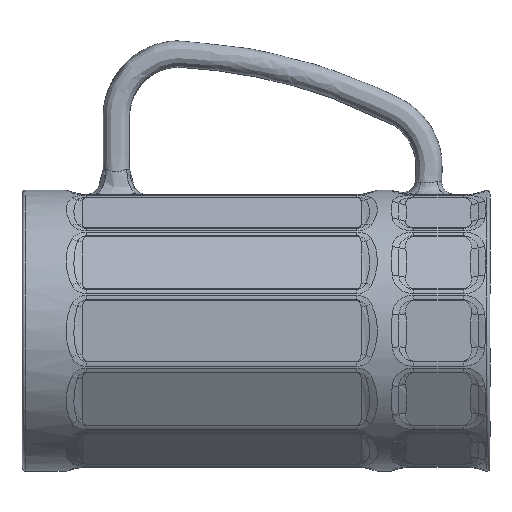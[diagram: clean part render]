
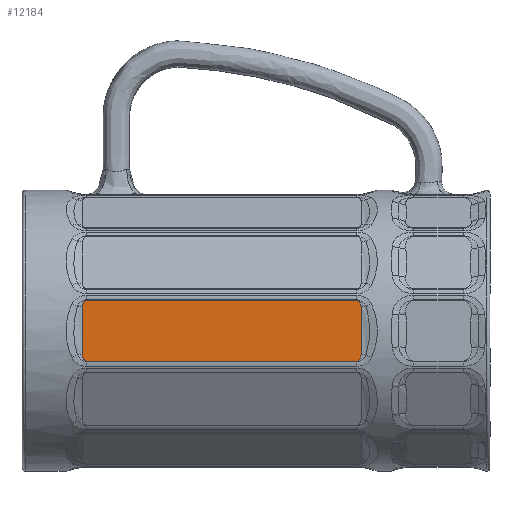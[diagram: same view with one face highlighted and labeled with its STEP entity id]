
A CAD part, left-side view. The second image highlights one B-rep face of the part: STEP entity #12184.
In plain terms, the highlighted free-form (B-spline) face has degree [1, 1] with [2, 2] control points.
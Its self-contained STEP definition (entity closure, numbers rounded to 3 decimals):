
#12184 = ADVANCED_FACE('',(#12185),#12311,.T.);
#12185 = FACE_BOUND('',#12186,.T.);
#12186 = EDGE_LOOP('',(#12187,#12196,#12215,#12234,#12251,#12258,#12277,
    #12296));
#12187 = ORIENTED_EDGE('',*,*,#12188,.T.);
#12188 = EDGE_CURVE('',#12189,#12191,#12193,.T.);
#12189 = VERTEX_POINT('',#12190);
#12190 = CARTESIAN_POINT('',(-46.577,-34.406,
    10.383));
#12191 = VERTEX_POINT('',#12192);
#12192 = CARTESIAN_POINT('',(-46.577,57.854,
    10.383));
#12193 = B_SPLINE_CURVE_WITH_KNOTS('',1,(#12194,#12195),.UNSPECIFIED.,
  .F.,.F.,(2,2),(-86.561,0.),.PIECEWISE_BEZIER_KNOTS.);
#12194 = CARTESIAN_POINT('',(-46.577,-34.406,
    10.383));
#12195 = CARTESIAN_POINT('',(-46.577,57.854,
    10.383));
#12196 = ORIENTED_EDGE('',*,*,#12197,.T.);
#12197 = EDGE_CURVE('',#12191,#12198,#12200,.T.);
#12198 = VERTEX_POINT('',#12199);
#12199 = CARTESIAN_POINT('',(-46.577,59.319,
    8.218));
#12200 = B_SPLINE_CURVE_WITH_KNOTS('',3,(#12201,#12202,#12203,#12204,
    #12205,#12206,#12207,#12208,#12209,#12210,#12211,#12212,#12213,
    #12214),.UNSPECIFIED.,.F.,.F.,(4,2,2,2,2,2,4),(0.,0.
    ,0.001,0.001,0.001,
    0.002,0.003),.UNSPECIFIED.);
#12201 = CARTESIAN_POINT('',(-46.577,57.854,
    10.383));
#12202 = CARTESIAN_POINT('',(-46.577,57.974,
    10.383));
#12203 = CARTESIAN_POINT('',(-46.577,58.093,
    10.357));
#12204 = CARTESIAN_POINT('',(-46.577,58.314,
    10.265));
#12205 = CARTESIAN_POINT('',(-46.577,58.416,
    10.201));
#12206 = CARTESIAN_POINT('',(-46.577,58.6,
    10.051));
#12207 = CARTESIAN_POINT('',(-46.577,58.684,
    9.964));
#12208 = CARTESIAN_POINT('',(-46.577,58.834,
    9.78));
#12209 = CARTESIAN_POINT('',(-46.577,58.9,
    9.682));
#12210 = CARTESIAN_POINT('',(-46.577,59.077,
    9.374));
#12211 = CARTESIAN_POINT('',(-46.577,59.165,
    9.151));
#12212 = CARTESIAN_POINT('',(-46.577,59.284,
    8.695));
#12213 = CARTESIAN_POINT('',(-46.577,59.316,
    8.457));
#12214 = CARTESIAN_POINT('',(-46.577,59.319,
    8.218));
#12215 = ORIENTED_EDGE('',*,*,#12216,.T.);
#12216 = EDGE_CURVE('',#12198,#12217,#12219,.T.);
#12217 = VERTEX_POINT('',#12218);
#12218 = CARTESIAN_POINT('',(-46.577,59.319,
    -8.218));
#12219 = B_SPLINE_CURVE_WITH_KNOTS('',3,(#12220,#12221,#12222,#12223,
    #12224,#12225,#12226,#12227,#12228,#12229,#12230,#12231,#12232,
    #12233),.UNSPECIFIED.,.F.,.F.,(4,2,2,2,2,2,4),(0.,0.002
    ,0.004,0.008,0.012,
    0.014,0.015),.UNSPECIFIED.);
#12220 = CARTESIAN_POINT('',(-46.577,59.319,
    8.218));
#12221 = CARTESIAN_POINT('',(-46.577,59.327,
    7.532));
#12222 = CARTESIAN_POINT('',(-46.577,59.361,
    6.848));
#12223 = CARTESIAN_POINT('',(-46.577,59.435,
    5.478));
#12224 = CARTESIAN_POINT('',(-46.577,59.477,
    4.793));
#12225 = CARTESIAN_POINT('',(-46.577,59.585,
    2.738));
#12226 = CARTESIAN_POINT('',(-46.577,59.632,
    1.369));
#12227 = CARTESIAN_POINT('',(-46.577,59.632,
    -1.371));
#12228 = CARTESIAN_POINT('',(-46.577,59.584,
    -2.74));
#12229 = CARTESIAN_POINT('',(-46.577,59.477,
    -4.794));
#12230 = CARTESIAN_POINT('',(-46.577,59.435,
    -5.479));
#12231 = CARTESIAN_POINT('',(-46.577,59.361,
    -6.848));
#12232 = CARTESIAN_POINT('',(-46.577,59.327,
    -7.533));
#12233 = CARTESIAN_POINT('',(-46.577,59.319,
    -8.218));
#12234 = ORIENTED_EDGE('',*,*,#12235,.T.);
#12235 = EDGE_CURVE('',#12217,#12236,#12238,.T.);
#12236 = VERTEX_POINT('',#12237);
#12237 = CARTESIAN_POINT('',(-46.577,57.854,
    -10.383));
#12238 = B_SPLINE_CURVE_WITH_KNOTS('',3,(#12239,#12240,#12241,#12242,
    #12243,#12244,#12245,#12246,#12247,#12248,#12249,#12250),
  .UNSPECIFIED.,.F.,.F.,(4,2,2,2,2,4),(0.,0.001,
    0.001,0.002,0.002,
    0.003),.UNSPECIFIED.);
#12239 = CARTESIAN_POINT('',(-46.577,59.319,
    -8.218));
#12240 = CARTESIAN_POINT('',(-46.577,59.316,
    -8.457));
#12241 = CARTESIAN_POINT('',(-46.577,59.284,
    -8.694));
#12242 = CARTESIAN_POINT('',(-46.577,59.164,
    -9.154));
#12243 = CARTESIAN_POINT('',(-46.577,59.078,
    -9.373));
#12244 = CARTESIAN_POINT('',(-46.577,58.842,
    -9.784));
#12245 = CARTESIAN_POINT('',(-46.577,58.693,
    -9.976));
#12246 = CARTESIAN_POINT('',(-46.577,58.414,
    -10.202));
#12247 = CARTESIAN_POINT('',(-46.577,58.313,
    -10.266));
#12248 = CARTESIAN_POINT('',(-46.577,58.09,
    -10.357));
#12249 = CARTESIAN_POINT('',(-46.577,57.975,
    -10.383));
#12250 = CARTESIAN_POINT('',(-46.577,57.854,
    -10.383));
#12251 = ORIENTED_EDGE('',*,*,#12252,.T.);
#12252 = EDGE_CURVE('',#12236,#12253,#12255,.T.);
#12253 = VERTEX_POINT('',#12254);
#12254 = CARTESIAN_POINT('',(-46.577,-34.406,
    -10.383));
#12255 = B_SPLINE_CURVE_WITH_KNOTS('',1,(#12256,#12257),.UNSPECIFIED.,
  .F.,.F.,(2,2),(-86.561,-0.),.PIECEWISE_BEZIER_KNOTS.);
#12256 = CARTESIAN_POINT('',(-46.577,57.854,
    -10.383));
#12257 = CARTESIAN_POINT('',(-46.577,-34.406,
    -10.383));
#12258 = ORIENTED_EDGE('',*,*,#12259,.T.);
#12259 = EDGE_CURVE('',#12253,#12260,#12262,.T.);
#12260 = VERTEX_POINT('',#12261);
#12261 = CARTESIAN_POINT('',(-46.577,-35.871,
    -8.218));
#12262 = B_SPLINE_CURVE_WITH_KNOTS('',3,(#12263,#12264,#12265,#12266,
    #12267,#12268,#12269,#12270,#12271,#12272,#12273,#12274,#12275,
    #12276),.UNSPECIFIED.,.F.,.F.,(4,2,2,2,2,2,4),(0.,0.
    ,0.001,0.001,0.001,
    0.002,0.003),.UNSPECIFIED.);
#12263 = CARTESIAN_POINT('',(-46.577,-34.406,
    -10.383));
#12264 = CARTESIAN_POINT('',(-46.577,-34.526,
    -10.383));
#12265 = CARTESIAN_POINT('',(-46.577,-34.645,
    -10.357));
#12266 = CARTESIAN_POINT('',(-46.577,-34.866,
    -10.265));
#12267 = CARTESIAN_POINT('',(-46.577,-34.968,
    -10.201));
#12268 = CARTESIAN_POINT('',(-46.577,-35.152,
    -10.051));
#12269 = CARTESIAN_POINT('',(-46.577,-35.236,
    -9.964));
#12270 = CARTESIAN_POINT('',(-46.577,-35.386,
    -9.78));
#12271 = CARTESIAN_POINT('',(-46.577,-35.452,
    -9.682));
#12272 = CARTESIAN_POINT('',(-46.577,-35.629,
    -9.374));
#12273 = CARTESIAN_POINT('',(-46.577,-35.717,
    -9.151));
#12274 = CARTESIAN_POINT('',(-46.577,-35.836,
    -8.695));
#12275 = CARTESIAN_POINT('',(-46.577,-35.868,
    -8.457));
#12276 = CARTESIAN_POINT('',(-46.577,-35.871,
    -8.218));
#12277 = ORIENTED_EDGE('',*,*,#12278,.T.);
#12278 = EDGE_CURVE('',#12260,#12279,#12281,.T.);
#12279 = VERTEX_POINT('',#12280);
#12280 = CARTESIAN_POINT('',(-46.577,-35.871,
    8.218));
#12281 = B_SPLINE_CURVE_WITH_KNOTS('',3,(#12282,#12283,#12284,#12285,
    #12286,#12287,#12288,#12289,#12290,#12291,#12292,#12293,#12294,
    #12295),.UNSPECIFIED.,.F.,.F.,(4,2,2,2,2,2,4),(0.,0.002
    ,0.004,0.008,0.012,
    0.014,0.015),.UNSPECIFIED.);
#12282 = CARTESIAN_POINT('',(-46.577,-35.871,
    -8.218));
#12283 = CARTESIAN_POINT('',(-46.577,-35.879,
    -7.532));
#12284 = CARTESIAN_POINT('',(-46.577,-35.913,
    -6.848));
#12285 = CARTESIAN_POINT('',(-46.577,-35.987,
    -5.478));
#12286 = CARTESIAN_POINT('',(-46.577,-36.029,
    -4.793));
#12287 = CARTESIAN_POINT('',(-46.577,-36.136,
    -2.738));
#12288 = CARTESIAN_POINT('',(-46.577,-36.184,
    -1.369));
#12289 = CARTESIAN_POINT('',(-46.577,-36.184,
    1.371));
#12290 = CARTESIAN_POINT('',(-46.577,-36.136,
    2.74));
#12291 = CARTESIAN_POINT('',(-46.577,-36.029,
    4.794));
#12292 = CARTESIAN_POINT('',(-46.577,-35.987,
    5.479));
#12293 = CARTESIAN_POINT('',(-46.577,-35.913,
    6.848));
#12294 = CARTESIAN_POINT('',(-46.577,-35.879,
    7.533));
#12295 = CARTESIAN_POINT('',(-46.577,-35.871,
    8.218));
#12296 = ORIENTED_EDGE('',*,*,#12297,.T.);
#12297 = EDGE_CURVE('',#12279,#12189,#12298,.T.);
#12298 = B_SPLINE_CURVE_WITH_KNOTS('',3,(#12299,#12300,#12301,#12302,
    #12303,#12304,#12305,#12306,#12307,#12308,#12309,#12310),
  .UNSPECIFIED.,.F.,.F.,(4,2,2,2,2,4),(0.,
    0.001,0.001,0.002,
    0.002,0.003),.UNSPECIFIED.);
#12299 = CARTESIAN_POINT('',(-46.577,-35.871,
    8.218));
#12300 = CARTESIAN_POINT('',(-46.577,-35.868,
    8.457));
#12301 = CARTESIAN_POINT('',(-46.577,-35.836,
    8.694));
#12302 = CARTESIAN_POINT('',(-46.577,-35.716,
    9.154));
#12303 = CARTESIAN_POINT('',(-46.577,-35.629,
    9.373));
#12304 = CARTESIAN_POINT('',(-46.577,-35.394,
    9.784));
#12305 = CARTESIAN_POINT('',(-46.577,-35.245,
    9.976));
#12306 = CARTESIAN_POINT('',(-46.577,-34.965,
    10.202));
#12307 = CARTESIAN_POINT('',(-46.577,-34.865,
    10.266));
#12308 = CARTESIAN_POINT('',(-46.577,-34.642,
    10.357));
#12309 = CARTESIAN_POINT('',(-46.577,-34.526,
    10.383));
#12310 = CARTESIAN_POINT('',(-46.577,-34.406,
    10.383));
#12311 = B_SPLINE_SURFACE_WITH_KNOTS('',1,1,(
    (#12312,#12313)
    ,(#12314,#12315
    )),.UNSPECIFIED.,.F.,.F.,.F.,(2,2),(2,2),(-16.242,
    3.242),(-1.668,88.23),
  .PIECEWISE_BEZIER_KNOTS.);
#12312 = CARTESIAN_POINT('',(-46.577,-36.184,
    -10.383));
#12313 = CARTESIAN_POINT('',(-46.577,59.632,
    -10.383));
#12314 = CARTESIAN_POINT('',(-46.577,-36.184,
    10.383));
#12315 = CARTESIAN_POINT('',(-46.577,59.632,
    10.383));
